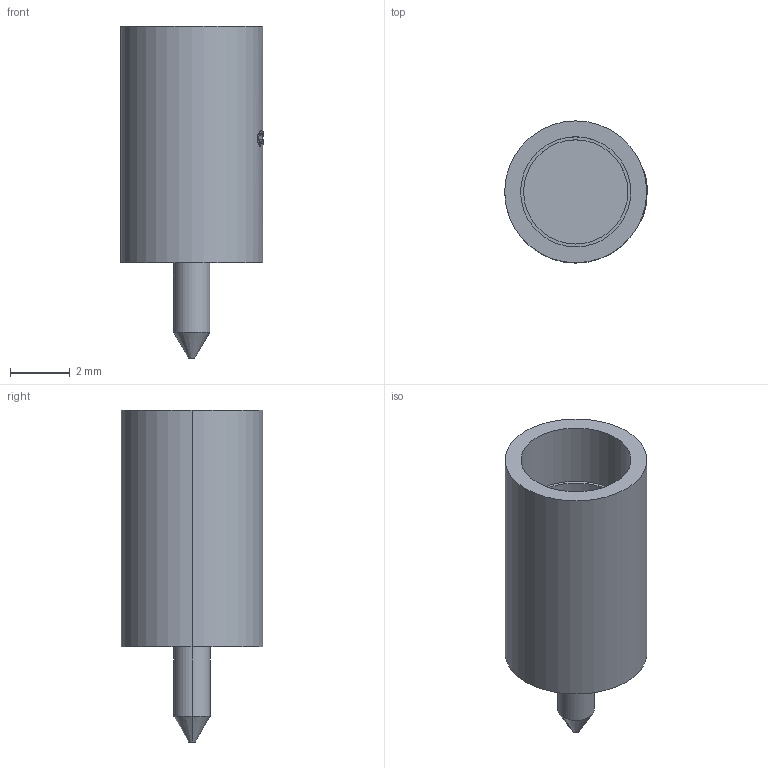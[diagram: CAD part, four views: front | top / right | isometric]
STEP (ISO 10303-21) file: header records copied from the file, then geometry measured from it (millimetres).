
FILE_DESCRIPTION (( 'STEP AP214' ), '1' );
FILE_NAME ('CONN-TH_6037.step', '2022-08-03T17:33:13', ( '' ), ( '' ), 'SwSTEP 2.0', 'SolidWorks 2020', '' );
FILE_SCHEMA (( 'AUTOMOTIVE_DESIGN' ));
Length unit declared in the file: millimetre
Products named in the file (1): CONN-TH_6037
Bounding box: 4.77 x 4.75 x 11.11 mm (x, y, z)
Volume: 110.7 mm3; surface area: 200.9 mm2
Topology: 1 solids, 1 shells, 344 faces, 934 edges, 622 vertices
Faces by surface type: bspline 234, plane 79, cylinder 29, cone 2
Entity records: 16847 total; most frequent: CARTESIAN_POINT 7680, ORIENTED_EDGE 1868, EDGE_CURVE 934, B_SPLINE_CURVE_WITH_KNOTS 665, VERTEX_POINT 622, DIRECTION 513, EDGE_LOOP 374, FACE_OUTER_BOUND 344
